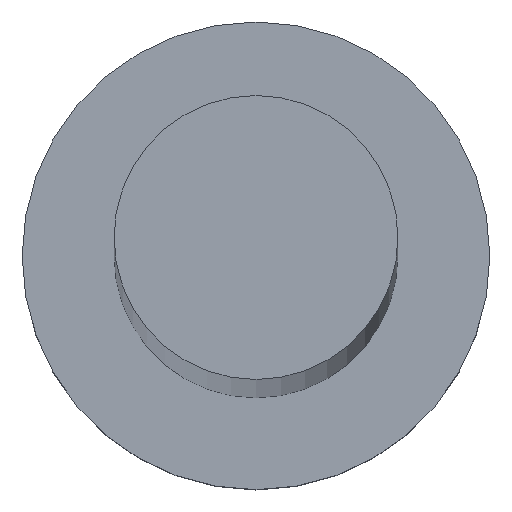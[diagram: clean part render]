
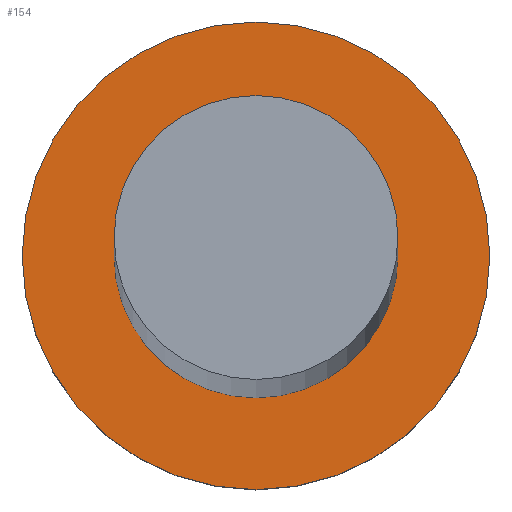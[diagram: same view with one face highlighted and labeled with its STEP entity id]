
A CAD part, top view. The second image highlights one B-rep face of the part: STEP entity #154.
In plain terms, the highlighted planar face has unit normal (0, 0, 1).
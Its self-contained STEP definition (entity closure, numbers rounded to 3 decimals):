
#5 = VERTEX_POINT ( 'NONE', #238 ) ;
#11 = CIRCLE ( 'NONE', #152, 7. ) ;
#29 = DIRECTION ( 'NONE',  ( 0., 0., 1. ) ) ;
#32 = DIRECTION ( 'NONE',  ( 1., 0., 0. ) ) ;
#38 = DIRECTION ( 'NONE',  ( 1., 0., 0. ) ) ;
#49 = ORIENTED_EDGE ( 'NONE', *, *, #150, .T. ) ;
#50 = AXIS2_PLACEMENT_3D ( 'NONE', #228, #70, #186 ) ;
#58 = CIRCLE ( 'NONE', #75, 4.25 ) ;
#59 = VERTEX_POINT ( 'NONE', #78 ) ;
#61 = CARTESIAN_POINT ( 'NONE',  ( 0., 0., 5. ) ) ;
#69 = EDGE_LOOP ( 'NONE', ( #162, #81 ) ) ;
#70 = DIRECTION ( 'NONE',  ( 0., 0., 1. ) ) ;
#73 = EDGE_CURVE ( 'NONE', #59, #101, #87, .T. ) ;
#75 = AXIS2_PLACEMENT_3D ( 'NONE', #130, #204, #32 ) ;
#78 = CARTESIAN_POINT ( 'NONE',  ( 4.25, 0., 5. ) ) ;
#81 = ORIENTED_EDGE ( 'NONE', *, *, #73, .F. ) ;
#87 = CIRCLE ( 'NONE', #132, 4.25 ) ;
#98 = FACE_OUTER_BOUND ( 'NONE', #112, .T. ) ;
#101 = VERTEX_POINT ( 'NONE', #183 ) ;
#104 = CARTESIAN_POINT ( 'NONE',  ( 0., 0., 5. ) ) ;
#106 = DIRECTION ( 'NONE',  ( 1., 0., 0. ) ) ;
#112 = EDGE_LOOP ( 'NONE', ( #251, #49 ) ) ;
#126 = CARTESIAN_POINT ( 'NONE',  ( 7., 0., 5. ) ) ;
#130 = CARTESIAN_POINT ( 'NONE',  ( 0., 0., 5. ) ) ;
#132 = AXIS2_PLACEMENT_3D ( 'NONE', #61, #242, #156 ) ;
#139 = FACE_BOUND ( 'NONE', #69, .T. ) ;
#150 = EDGE_CURVE ( 'NONE', #187, #5, #11, .T. ) ;
#152 = AXIS2_PLACEMENT_3D ( 'NONE', #174, #213, #38 ) ;
#154 = ADVANCED_FACE ( 'NONE', ( #139, #98 ), #178, .T. ) ;
#156 = DIRECTION ( 'NONE',  ( 1., 0., 0. ) ) ;
#162 = ORIENTED_EDGE ( 'NONE', *, *, #254, .F. ) ;
#174 = CARTESIAN_POINT ( 'NONE',  ( 0., 0., 5. ) ) ;
#178 = PLANE ( 'NONE',  #191 ) ;
#183 = CARTESIAN_POINT ( 'NONE',  ( -4.25, 0., 5. ) ) ;
#186 = DIRECTION ( 'NONE',  ( 1., 0., 0. ) ) ;
#187 = VERTEX_POINT ( 'NONE', #126 ) ;
#191 = AXIS2_PLACEMENT_3D ( 'NONE', #104, #29, #106 ) ;
#192 = EDGE_CURVE ( 'NONE', #5, #187, #210, .T. ) ;
#204 = DIRECTION ( 'NONE',  ( 0., 0., 1. ) ) ;
#210 = CIRCLE ( 'NONE', #50, 7. ) ;
#213 = DIRECTION ( 'NONE',  ( 0., 0., 1. ) ) ;
#228 = CARTESIAN_POINT ( 'NONE',  ( 0., 0., 5. ) ) ;
#238 = CARTESIAN_POINT ( 'NONE',  ( -7., 0., 5. ) ) ;
#242 = DIRECTION ( 'NONE',  ( 0., 0., 1. ) ) ;
#251 = ORIENTED_EDGE ( 'NONE', *, *, #192, .T. ) ;
#254 = EDGE_CURVE ( 'NONE', #101, #59, #58, .T. ) ;
